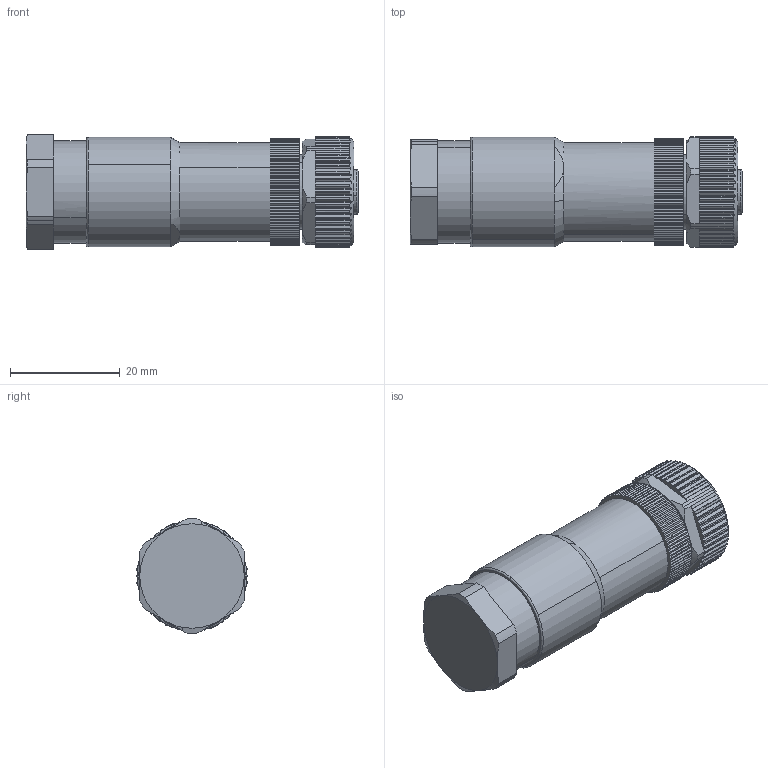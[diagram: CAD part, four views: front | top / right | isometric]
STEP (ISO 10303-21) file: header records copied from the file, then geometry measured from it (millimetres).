
FILE_DESCRIPTION(('HOOPS Exchange Step'),'2;1');
FILE_NAME('export-F3F266D9-A5B1-4465-9EDA-EEF9D93E0938.stp','2023-07-25T13:00:17+02:00',('Engineering'),('Alibre'),'HOOPS Exchange 2021.0','Alibre','Unknown authorisation');
FILE_SCHEMA( ('AP242_MANAGED_MODEL_BASED_3D_ENGINEERING_MIM_LF {1 0 10303 442 1 1 4 }') );
Length unit declared in the file: millimetre
Products named in the file (2): 4966-1 M12-S Power (3+PE) FeMale Circular Cable Connector; 4966 M12-S Power (3+PE) FeMale Circular Cable Connector
Assembly tree (1 placements, depth 2):
  4966 M12-S Power (3+PE) FeMale Circular Cable Connector
    4966-1 M12-S Power (3+PE) FeMale Circular Cable Connector
Bounding box: 60.4 x 20.2 x 20.99 mm (x, y, z)
Volume: 16623.7 mm3; surface area: 5676.1 mm2
Topology: 1 solids, 1 shells, 831 faces, 2375 edges, 1552 vertices
Faces by surface type: plane 359, cylinder 288, cone 130, torus 36, bspline 12, sphere 6
Entity records: 30034 total; most frequent: CARTESIAN_POINT 8203, ORIENTED_EDGE 4722, DIRECTION 4271, EDGE_CURVE 2361, VERTEX_POINT 1548, AXIS2_PLACEMENT_3D 1532, VECTOR 1207, LINE 1207
